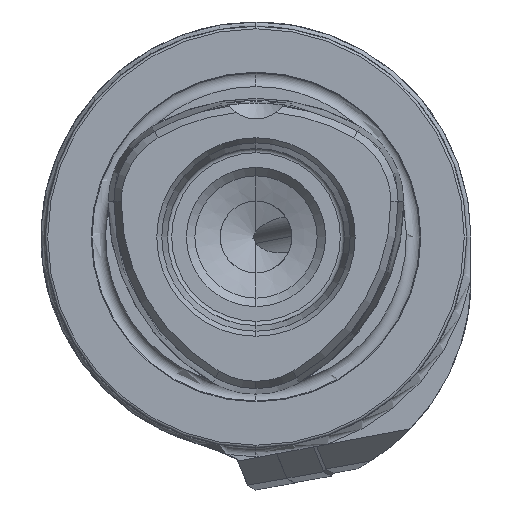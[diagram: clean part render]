
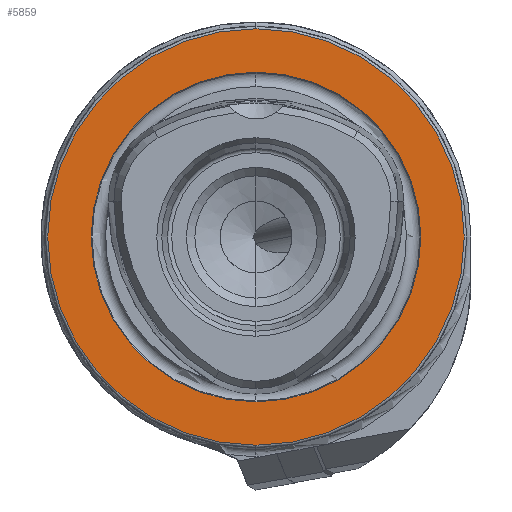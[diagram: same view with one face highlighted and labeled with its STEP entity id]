
A CAD part, left-side view. The second image highlights one B-rep face of the part: STEP entity #5859.
In plain terms, the highlighted planar face has unit normal (-1, 0, 0).
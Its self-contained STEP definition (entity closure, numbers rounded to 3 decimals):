
#700 = VERTEX_POINT ( 'NONE', #8193 ) ;
#767 = CARTESIAN_POINT ( 'NONE',  ( 0., 0., 0. ) ) ;
#919 = AXIS2_PLACEMENT_3D ( 'NONE', #767, #14413, #15390 ) ;
#1591 = CARTESIAN_POINT ( 'NONE',  ( 0., 0., 0. ) ) ;
#2133 = DIRECTION ( 'NONE',  ( -1., 0., 0. ) ) ;
#2209 = CARTESIAN_POINT ( 'NONE',  ( 0., 0., -24.7 ) ) ;
#3520 = ORIENTED_EDGE ( 'NONE', *, *, #6581, .T. ) ;
#4387 = VERTEX_POINT ( 'NONE', #14345 ) ;
#5349 = EDGE_LOOP ( 'NONE', ( #5946, #15850 ) ) ;
#5832 = VERTEX_POINT ( 'NONE', #7933 ) ;
#5859 = ADVANCED_FACE ( 'NONE', ( #13802, #13038 ), #8310, .F. ) ;
#5946 = ORIENTED_EDGE ( 'NONE', *, *, #14707, .F. ) ;
#6115 = EDGE_CURVE ( 'NONE', #5832, #700, #6319, .T. ) ;
#6319 = CIRCLE ( 'NONE', #8275, 19.55 ) ;
#6581 = EDGE_CURVE ( 'NONE', #4387, #12063, #7124, .T. ) ;
#6817 = AXIS2_PLACEMENT_3D ( 'NONE', #9842, #7471, #11037 ) ;
#7124 = CIRCLE ( 'NONE', #10337, 24.7 ) ;
#7471 = DIRECTION ( 'NONE',  ( 1., 0., 0. ) ) ;
#7544 = CIRCLE ( 'NONE', #919, 24.7 ) ;
#7906 = AXIS2_PLACEMENT_3D ( 'NONE', #13441, #12130, #13338 ) ;
#7933 = CARTESIAN_POINT ( 'NONE',  ( 0., 0., -19.55 ) ) ;
#8193 = CARTESIAN_POINT ( 'NONE',  ( 0., 0., 19.55 ) ) ;
#8275 = AXIS2_PLACEMENT_3D ( 'NONE', #1591, #12717, #14940 ) ;
#8310 = PLANE ( 'NONE',  #6817 ) ;
#9550 = CARTESIAN_POINT ( 'NONE',  ( 0., 0., 0. ) ) ;
#9842 = CARTESIAN_POINT ( 'NONE',  ( 0., 19.55, 0. ) ) ;
#10337 = AXIS2_PLACEMENT_3D ( 'NONE', #9550, #2133, #13205 ) ;
#11037 = DIRECTION ( 'NONE',  ( 0., 0., -1. ) ) ;
#12063 = VERTEX_POINT ( 'NONE', #2209 ) ;
#12130 = DIRECTION ( 'NONE',  ( -1., 0., 0. ) ) ;
#12717 = DIRECTION ( 'NONE',  ( -1., 0., 0. ) ) ;
#13038 = FACE_OUTER_BOUND ( 'NONE', #13070, .T. ) ;
#13070 = EDGE_LOOP ( 'NONE', ( #3520, #13123 ) ) ;
#13123 = ORIENTED_EDGE ( 'NONE', *, *, #15527, .T. ) ;
#13205 = DIRECTION ( 'NONE',  ( 0., 0., 1. ) ) ;
#13338 = DIRECTION ( 'NONE',  ( 0., 0., 1. ) ) ;
#13441 = CARTESIAN_POINT ( 'NONE',  ( 0., 0., 0. ) ) ;
#13802 = FACE_BOUND ( 'NONE', #5349, .T. ) ;
#14345 = CARTESIAN_POINT ( 'NONE',  ( 0., 0., 24.7 ) ) ;
#14413 = DIRECTION ( 'NONE',  ( -1., 0., 0. ) ) ;
#14707 = EDGE_CURVE ( 'NONE', #700, #5832, #14832, .T. ) ;
#14832 = CIRCLE ( 'NONE', #7906, 19.55 ) ;
#14940 = DIRECTION ( 'NONE',  ( 0., 0., 1. ) ) ;
#15390 = DIRECTION ( 'NONE',  ( 0., 0., 1. ) ) ;
#15527 = EDGE_CURVE ( 'NONE', #12063, #4387, #7544, .T. ) ;
#15850 = ORIENTED_EDGE ( 'NONE', *, *, #6115, .F. ) ;
